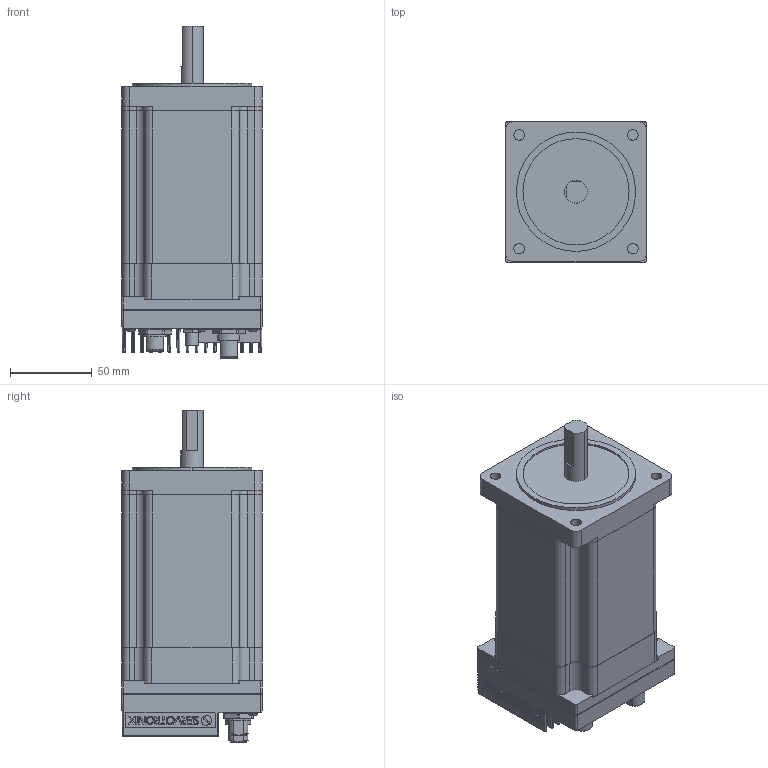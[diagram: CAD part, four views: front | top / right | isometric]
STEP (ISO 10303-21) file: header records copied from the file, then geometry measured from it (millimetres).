
FILE_DESCRIPTION (( 'STEP AP203' ), '1' );
FILE_NAME ('stepIM_IST-34L26CO10.STEP', '2018-03-21T18:15:24', ( 'owner' ), ( '' ), 'SwSTEP 2.0', 'SolidWorks 2013', '' );
FILE_SCHEMA (( 'CONFIG_CONTROL_DESIGN' ));
Products named in the file (1): stepIM_IST-34L26CO10
Bounding box: 86.09 x 86.09 x 203.3 mm (x, y, z)
Volume: 556680 mm3; surface area: 219765.8 mm2
Topology: 27 solids, 28 shells, 3101 faces, 7854 edges, 5020 vertices
Faces by surface type: plane 1235, cylinder 910, bspline 645, cone 198, sphere 58, torus 55
Entity records: 112156 total; most frequent: CARTESIAN_POINT 41471, ORIENTED_EDGE 15672, DIRECTION 13219, EDGE_CURVE 7836, VERTEX_POINT 5020, AXIS2_PLACEMENT_3D 4619, LINE 3981, VECTOR 3981
